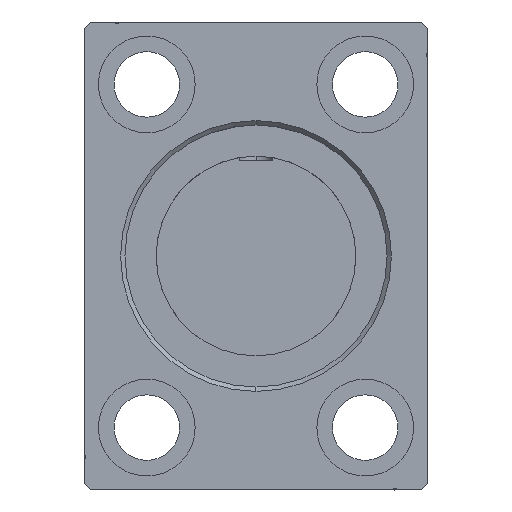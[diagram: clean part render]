
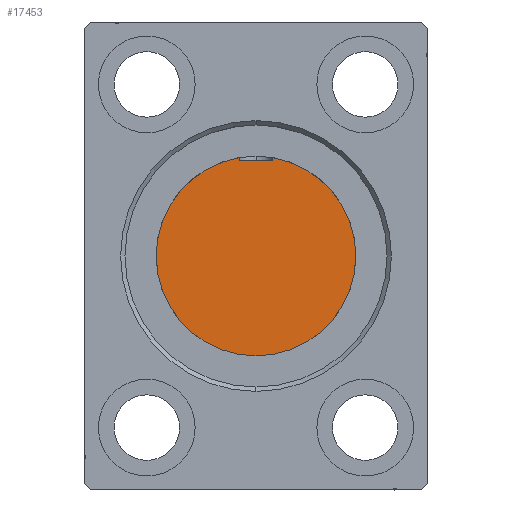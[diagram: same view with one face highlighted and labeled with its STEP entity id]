
A CAD part, left-side view. The second image highlights one B-rep face of the part: STEP entity #17453.
In plain terms, the highlighted planar face has unit normal (-1, 0, 0).
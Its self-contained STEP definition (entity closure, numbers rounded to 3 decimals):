
#62 = CIRCLE ( 'NONE', #20656, 16. ) ;
#3222 = VERTEX_POINT ( 'NONE', #17814 ) ;
#4090 = DIRECTION ( 'NONE',  ( -1., 0., 0. ) ) ;
#4668 = DIRECTION ( 'NONE',  ( 0., 0., 1. ) ) ;
#4880 = CARTESIAN_POINT ( 'NONE',  ( 131.5, 0., 0. ) ) ;
#4995 = ORIENTED_EDGE ( 'NONE', *, *, #39827, .T. ) ;
#7838 = CARTESIAN_POINT ( 'NONE',  ( 131.5, -2.704, 15.24 ) ) ;
#9012 = CARTESIAN_POINT ( 'NONE',  ( 131.5, 2.704, 15.24 ) ) ;
#9216 = DIRECTION ( 'NONE',  ( 0., 0., -1. ) ) ;
#11825 = CIRCLE ( 'NONE', #39955, 16. ) ;
#12200 = DIRECTION ( 'NONE',  ( 0., 1., 0. ) ) ;
#14315 = PLANE ( 'NONE',  #40331 ) ;
#15748 = CARTESIAN_POINT ( 'NONE',  ( 131.5, 0., 0. ) ) ;
#15959 = DIRECTION ( 'NONE',  ( -1., 0., 0. ) ) ;
#16754 = DIRECTION ( 'NONE',  ( 0., 0., 1. ) ) ;
#17271 = EDGE_CURVE ( 'NONE', #21640, #3222, #38217, .T. ) ;
#17453 = ADVANCED_FACE ( 'NONE', ( #31303 ), #14315, .T. ) ;
#17814 = CARTESIAN_POINT ( 'NONE',  ( 131.5, 2.704, 15.24 ) ) ;
#18288 = VECTOR ( 'NONE', #9216, 1000. ) ;
#19089 = CARTESIAN_POINT ( 'NONE',  ( 131.5, 0., 15.24 ) ) ;
#19516 = CARTESIAN_POINT ( 'NONE',  ( 131.5, -2.704, 15.24 ) ) ;
#20001 = CARTESIAN_POINT ( 'NONE',  ( 131.5, 0., 0. ) ) ;
#20656 = AXIS2_PLACEMENT_3D ( 'NONE', #15748, #15959, #28867 ) ;
#21640 = VERTEX_POINT ( 'NONE', #33905 ) ;
#22802 = ORIENTED_EDGE ( 'NONE', *, *, #41430, .F. ) ;
#23577 = LINE ( 'NONE', #19516, #36552 ) ;
#26609 = VERTEX_POINT ( 'NONE', #7838 ) ;
#28867 = DIRECTION ( 'NONE',  ( 0., 0., 1. ) ) ;
#29006 = VERTEX_POINT ( 'NONE', #38566 ) ;
#30167 = EDGE_CURVE ( 'NONE', #21640, #33025, #62, .T. ) ;
#31303 = FACE_OUTER_BOUND ( 'NONE', #42271, .T. ) ;
#31695 = VECTOR ( 'NONE', #12200, 1000. ) ;
#31921 = CARTESIAN_POINT ( 'NONE',  ( 131.5, 0., -16. ) ) ;
#32226 = EDGE_CURVE ( 'NONE', #26609, #3222, #35397, .T. ) ;
#32599 = DIRECTION ( 'NONE',  ( 0., 0., 1. ) ) ;
#33025 = VERTEX_POINT ( 'NONE', #31921 ) ;
#33339 = ORIENTED_EDGE ( 'NONE', *, *, #32226, .T. ) ;
#33905 = CARTESIAN_POINT ( 'NONE',  ( 131.5, 2.704, 15.77 ) ) ;
#35397 = LINE ( 'NONE', #19089, #31695 ) ;
#36552 = VECTOR ( 'NONE', #32599, 1000. ) ;
#37480 = ORIENTED_EDGE ( 'NONE', *, *, #30167, .T. ) ;
#38217 = LINE ( 'NONE', #9012, #18288 ) ;
#38566 = CARTESIAN_POINT ( 'NONE',  ( 131.5, -2.704, 15.77 ) ) ;
#39827 = EDGE_CURVE ( 'NONE', #33025, #29006, #11825, .T. ) ;
#39955 = AXIS2_PLACEMENT_3D ( 'NONE', #20001, #4090, #16754 ) ;
#40331 = AXIS2_PLACEMENT_3D ( 'NONE', #4880, #41166, #4668 ) ;
#40452 = ORIENTED_EDGE ( 'NONE', *, *, #17271, .F. ) ;
#41166 = DIRECTION ( 'NONE',  ( -1., 0., 0. ) ) ;
#41430 = EDGE_CURVE ( 'NONE', #26609, #29006, #23577, .T. ) ;
#42271 = EDGE_LOOP ( 'NONE', ( #22802, #33339, #40452, #37480, #4995 ) ) ;
